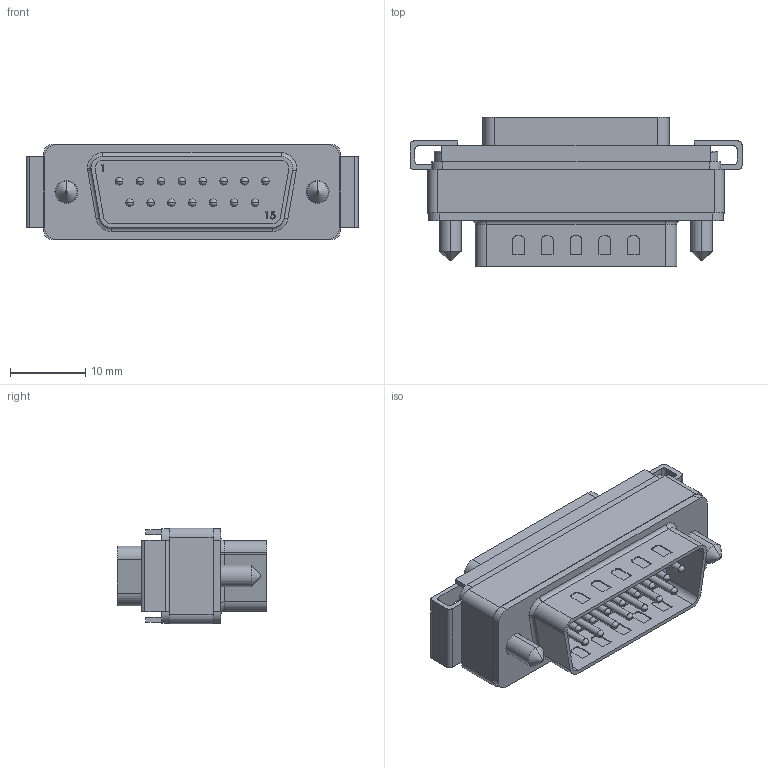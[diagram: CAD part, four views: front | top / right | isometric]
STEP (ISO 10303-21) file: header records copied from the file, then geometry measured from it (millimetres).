
FILE_DESCRIPTION (( 'STEP AP203' ), '1' );
FILE_NAME ('DGBL15MF.STEP', '2006-06-23T18:38:32', ( 'lcom' ), ( 'lcom' ), 'SwSTEP 2.0', 'SolidWorks 2006004', '' );
FILE_SCHEMA (( 'CONFIG_CONTROL_DESIGN' ));
Length unit declared in the file: inch
Products named in the file (6): SD15S_Supplier Connector; DGBL15MF-MA2; DGCL15M-MA1; DGBL15MF; DGBL15MF-MA1_DEFAULT; SD15P_Supplier Connector
Assembly tree (6 placements, depth 2):
  DGBL15MF
    DGBL15MF-MA2
    DGBL15MF-MA1_DEFAULT  x2
    SD15P_Supplier Connector
    DGCL15M-MA1
    SD15S_Supplier Connector
Bounding box: 44.02 x 19.77 x 12.7 mm (x, y, z)
Volume: 5532.5 mm3; surface area: 6897.6 mm2
Topology: 6 solids, 6 shells, 500 faces, 1296 edges, 839 vertices
Faces by surface type: plane 248, cylinder 188, sphere 30, bspline 16, torus 14, cone 4
Entity records: 16604 total; most frequent: CARTESIAN_POINT 4119, DIRECTION 2518, ORIENTED_EDGE 2400, EDGE_CURVE 1200, AXIS2_PLACEMENT_3D 882, VERTEX_POINT 787, VECTOR 754, LINE 754
